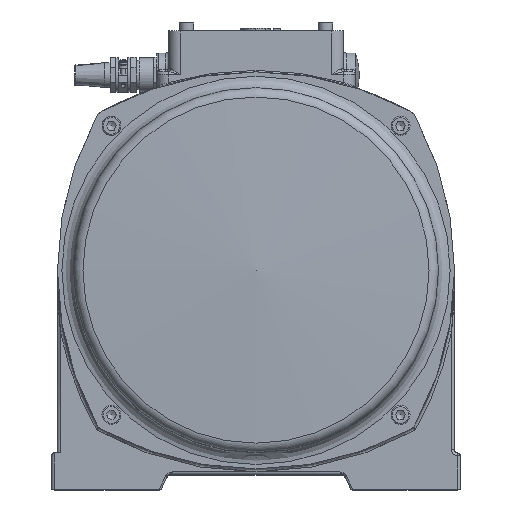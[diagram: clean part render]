
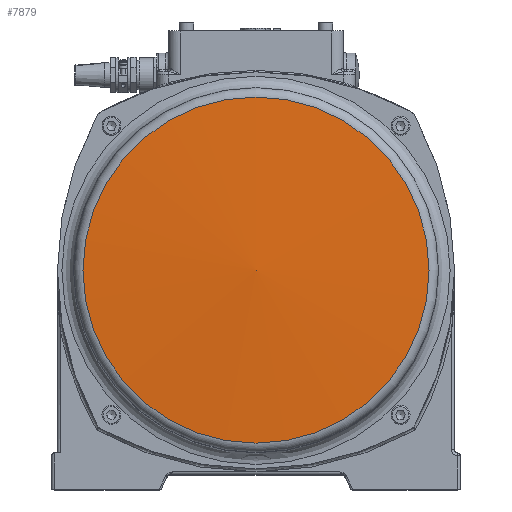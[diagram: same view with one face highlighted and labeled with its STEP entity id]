
A CAD part, top view. The second image highlights one B-rep face of the part: STEP entity #7879.
In plain terms, the highlighted spherical face has radius 1502 mm.
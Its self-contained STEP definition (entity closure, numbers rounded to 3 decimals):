
#7859=CARTESIAN_POINT('',(0.,-121.053,235.314));
#7860=VERTEX_POINT('',#7859);
#7861=CARTESIAN_POINT('',(0.,-2.5,235.314));
#7862=DIRECTION('',(0.0,0.0,-1.0));
#7863=DIRECTION('',(0.0,1.0,0.0));
#7864=AXIS2_PLACEMENT_3D('',#7861,#7862,#7863);
#7865=CIRCLE('',#7864,118.553);
#7866=EDGE_CURVE('',#7860,#7860,#7865,.T.);
#7871=CARTESIAN_POINT('',(0.,-2.5,-1262.));
#7872=DIRECTION('',(0.0,0.0,1.0));
#7873=DIRECTION('',(1.0,0.0,0.0));
#7874=AXIS2_PLACEMENT_3D('',#7871,#7872,#7873);
#7875=SPHERICAL_SURFACE('',#7874,1502.);
#7876=ORIENTED_EDGE('',*,*,#7866,.F.);
#7877=EDGE_LOOP('',(#7876));
#7878=FACE_OUTER_BOUND('',#7877,.T.);
#7879=ADVANCED_FACE('',(#7878),#7875,.T.);
